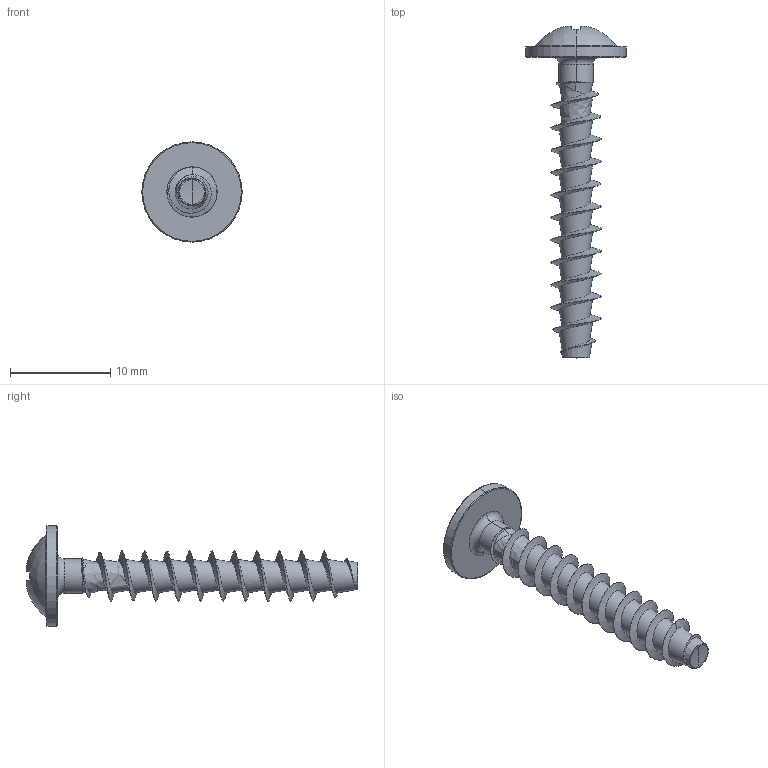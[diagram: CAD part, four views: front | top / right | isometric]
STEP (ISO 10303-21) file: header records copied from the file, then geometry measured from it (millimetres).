
FILE_DESCRIPTION (( 'STEP AP203' ), '1' );
FILE_NAME ('STP21A0500300.STEP', '2017-11-16T18:07:19', ( '' ), ( '' ), 'SwSTEP 2.0', 'SolidWorks 2015', '' );
FILE_SCHEMA (( 'CONFIG_CONTROL_DESIGN' ));
Length unit declared in the file: millimetre
Products named in the file (1): STP21A0500300
Bounding box: 10 x 33.11 x 10 mm (x, y, z)
Volume: 395 mm3; surface area: 743.3 mm2
Topology: 1 solids, 1 shells, 176 faces, 407 edges, 234 vertices
Faces by surface type: bspline 60, plane 31, torus 30, cylinder 25, sphere 20, cone 10
Entity records: 20099 total; most frequent: CARTESIAN_POINT 16478, ORIENTED_EDGE 810, DIRECTION 681, EDGE_CURVE 405, AXIS2_PLACEMENT_3D 309, VERTEX_POINT 234, CIRCLE 192, EDGE_LOOP 179
